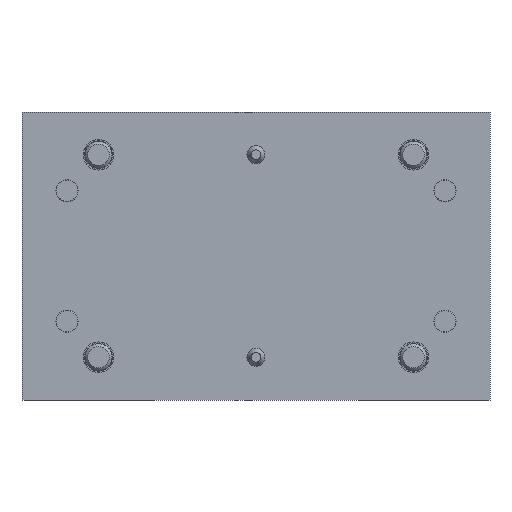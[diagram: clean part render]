
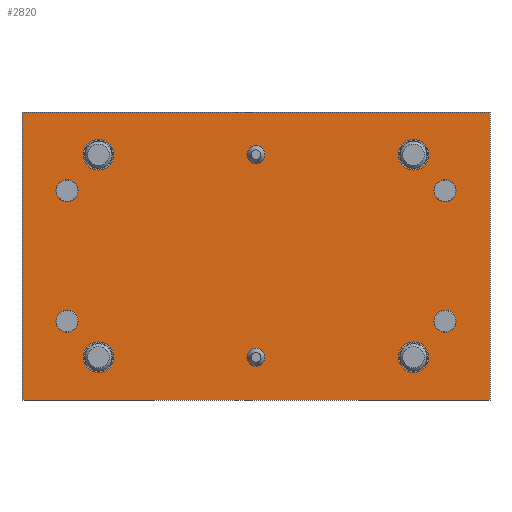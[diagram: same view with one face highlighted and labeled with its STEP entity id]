
A CAD part, front view. The second image highlights one B-rep face of the part: STEP entity #2820.
In plain terms, the highlighted planar face has unit normal (0, -1, 0).
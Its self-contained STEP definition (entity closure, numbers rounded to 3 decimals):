
#227=CIRCLE('',#3076,1.23);
#228=CIRCLE('',#3077,1.23);
#229=CIRCLE('',#3078,1.23);
#230=CIRCLE('',#3079,1.23);
#231=CIRCLE('',#3080,1.);
#232=CIRCLE('',#3081,1.);
#233=CIRCLE('',#3082,1.7);
#234=CIRCLE('',#3083,1.7);
#235=CIRCLE('',#3084,1.7);
#236=CIRCLE('',#3085,1.7);
#419=ORIENTED_EDGE('',*,*,#1199,.F.);
#420=ORIENTED_EDGE('',*,*,#1200,.F.);
#421=ORIENTED_EDGE('',*,*,#1201,.F.);
#422=ORIENTED_EDGE('',*,*,#1202,.F.);
#423=ORIENTED_EDGE('',*,*,#1203,.F.);
#424=ORIENTED_EDGE('',*,*,#1204,.F.);
#425=ORIENTED_EDGE('',*,*,#1205,.F.);
#426=ORIENTED_EDGE('',*,*,#1206,.F.);
#427=ORIENTED_EDGE('',*,*,#1207,.F.);
#428=ORIENTED_EDGE('',*,*,#1208,.F.);
#429=ORIENTED_EDGE('',*,*,#1179,.F.);
#430=ORIENTED_EDGE('',*,*,#1189,.F.);
#431=ORIENTED_EDGE('',*,*,#1186,.F.);
#432=ORIENTED_EDGE('',*,*,#1183,.F.);
#1179=EDGE_CURVE('',#1573,#1574,#1843,.T.);
#1183=EDGE_CURVE('',#1574,#1577,#1847,.T.);
#1186=EDGE_CURVE('',#1577,#1579,#1850,.T.);
#1189=EDGE_CURVE('',#1579,#1573,#1853,.T.);
#1199=EDGE_CURVE('',#1589,#1589,#227,.T.);
#1200=EDGE_CURVE('',#1590,#1590,#228,.T.);
#1201=EDGE_CURVE('',#1591,#1591,#229,.T.);
#1202=EDGE_CURVE('',#1592,#1592,#230,.T.);
#1203=EDGE_CURVE('',#1593,#1593,#231,.T.);
#1204=EDGE_CURVE('',#1594,#1594,#232,.T.);
#1205=EDGE_CURVE('',#1595,#1595,#233,.T.);
#1206=EDGE_CURVE('',#1596,#1596,#234,.T.);
#1207=EDGE_CURVE('',#1597,#1597,#235,.T.);
#1208=EDGE_CURVE('',#1598,#1598,#236,.T.);
#1573=VERTEX_POINT('',#4373);
#1574=VERTEX_POINT('',#4374);
#1577=VERTEX_POINT('',#4382);
#1579=VERTEX_POINT('',#4388);
#1589=VERTEX_POINT('',#4414);
#1590=VERTEX_POINT('',#4416);
#1591=VERTEX_POINT('',#4418);
#1592=VERTEX_POINT('',#4420);
#1593=VERTEX_POINT('',#4422);
#1594=VERTEX_POINT('',#4424);
#1595=VERTEX_POINT('',#4426);
#1596=VERTEX_POINT('',#4428);
#1597=VERTEX_POINT('',#4430);
#1598=VERTEX_POINT('',#4432);
#1843=LINE('',#4372,#2045);
#1847=LINE('',#4381,#2049);
#1850=LINE('',#4387,#2052);
#1853=LINE('',#4393,#2055);
#2045=VECTOR('',#3434,1000.);
#2049=VECTOR('',#3440,1000.);
#2052=VECTOR('',#3445,1000.);
#2055=VECTOR('',#3450,1000.);
#2260=EDGE_LOOP('',(#419));
#2261=EDGE_LOOP('',(#420));
#2262=EDGE_LOOP('',(#421));
#2263=EDGE_LOOP('',(#422));
#2264=EDGE_LOOP('',(#423));
#2265=EDGE_LOOP('',(#424));
#2266=EDGE_LOOP('',(#425));
#2267=EDGE_LOOP('',(#426));
#2268=EDGE_LOOP('',(#427));
#2269=EDGE_LOOP('',(#428));
#2270=EDGE_LOOP('',(#429,#430,#431,#432));
#2500=FACE_BOUND('',#2260,.T.);
#2501=FACE_BOUND('',#2261,.T.);
#2502=FACE_BOUND('',#2262,.T.);
#2503=FACE_BOUND('',#2263,.T.);
#2504=FACE_BOUND('',#2264,.T.);
#2505=FACE_BOUND('',#2265,.T.);
#2506=FACE_BOUND('',#2266,.T.);
#2507=FACE_BOUND('',#2267,.T.);
#2508=FACE_BOUND('',#2268,.T.);
#2509=FACE_BOUND('',#2269,.T.);
#2510=FACE_BOUND('',#2270,.T.);
#2734=PLANE('',#3075);
#2820=ADVANCED_FACE('',(#2500,#2501,#2502,#2503,#2504,#2505,#2506,#2507,
#2508,#2509,#2510),#2734,.F.);
#3075=AXIS2_PLACEMENT_3D('',#4412,#3470,#3471);
#3076=AXIS2_PLACEMENT_3D('',#4413,#3472,#3473);
#3077=AXIS2_PLACEMENT_3D('',#4415,#3474,#3475);
#3078=AXIS2_PLACEMENT_3D('',#4417,#3476,#3477);
#3079=AXIS2_PLACEMENT_3D('',#4419,#3478,#3479);
#3080=AXIS2_PLACEMENT_3D('',#4421,#3480,#3481);
#3081=AXIS2_PLACEMENT_3D('',#4423,#3482,#3483);
#3082=AXIS2_PLACEMENT_3D('',#4425,#3484,#3485);
#3083=AXIS2_PLACEMENT_3D('',#4427,#3486,#3487);
#3084=AXIS2_PLACEMENT_3D('',#4429,#3488,#3489);
#3085=AXIS2_PLACEMENT_3D('',#4431,#3490,#3491);
#3434=DIRECTION('',(0.,0.,1.));
#3440=DIRECTION('',(1.,0.,0.));
#3445=DIRECTION('',(0.,0.,-1.));
#3450=DIRECTION('',(-1.,0.,0.));
#3470=DIRECTION('',(0.,1.,0.));
#3471=DIRECTION('',(0.,0.,1.));
#3472=DIRECTION('',(0.,-1.,0.));
#3473=DIRECTION('',(0.,0.,-1.));
#3474=DIRECTION('',(0.,-1.,0.));
#3475=DIRECTION('',(0.,0.,-1.));
#3476=DIRECTION('',(0.,-1.,0.));
#3477=DIRECTION('',(0.,0.,-1.));
#3478=DIRECTION('',(0.,-1.,0.));
#3479=DIRECTION('',(0.,0.,-1.));
#3480=DIRECTION('',(0.,-1.,0.));
#3481=DIRECTION('',(0.,0.,-1.));
#3482=DIRECTION('',(0.,-1.,0.));
#3483=DIRECTION('',(0.,0.,-1.));
#3484=DIRECTION('',(0.,-1.,0.));
#3485=DIRECTION('',(0.,0.,-1.));
#3486=DIRECTION('',(0.,-1.,0.));
#3487=DIRECTION('',(0.,0.,-1.));
#3488=DIRECTION('',(0.,-1.,0.));
#3489=DIRECTION('',(0.,0.,-1.));
#3490=DIRECTION('',(0.,-1.,0.));
#3491=DIRECTION('',(0.,0.,-1.));
#4372=CARTESIAN_POINT('',(-16.,0.,-26.));
#4373=CARTESIAN_POINT('',(-16.,0.,-26.));
#4374=CARTESIAN_POINT('',(-16.,0.,26.));
#4381=CARTESIAN_POINT('',(-16.,0.,26.));
#4382=CARTESIAN_POINT('',(16.,0.,26.));
#4387=CARTESIAN_POINT('',(16.,0.,26.));
#4388=CARTESIAN_POINT('',(16.,0.,-26.));
#4393=CARTESIAN_POINT('',(16.,0.,-26.));
#4412=CARTESIAN_POINT('',(0.,0.,0.));
#4413=CARTESIAN_POINT('',(-7.25,0.,-21.));
#4414=CARTESIAN_POINT('',(-7.25,0.,-22.23));
#4415=CARTESIAN_POINT('',(-7.25,0.,21.));
#4416=CARTESIAN_POINT('',(-7.25,0.,19.771));
#4417=CARTESIAN_POINT('',(7.25,0.,21.));
#4418=CARTESIAN_POINT('',(7.25,0.,19.771));
#4419=CARTESIAN_POINT('',(7.25,0.,-21.));
#4420=CARTESIAN_POINT('',(7.25,0.,-22.23));
#4421=CARTESIAN_POINT('',(-11.25,0.,0.));
#4422=CARTESIAN_POINT('',(-11.25,0.,-1.));
#4423=CARTESIAN_POINT('',(11.25,0.,0.));
#4424=CARTESIAN_POINT('',(11.25,0.,-1.));
#4425=CARTESIAN_POINT('',(-11.25,0.,17.5));
#4426=CARTESIAN_POINT('',(-11.25,0.,15.8));
#4427=CARTESIAN_POINT('',(-11.25,0.,-17.5));
#4428=CARTESIAN_POINT('',(-11.25,0.,-19.2));
#4429=CARTESIAN_POINT('',(11.25,0.,-17.5));
#4430=CARTESIAN_POINT('',(11.25,0.,-19.2));
#4431=CARTESIAN_POINT('',(11.25,0.,17.5));
#4432=CARTESIAN_POINT('',(11.25,0.,15.8));
